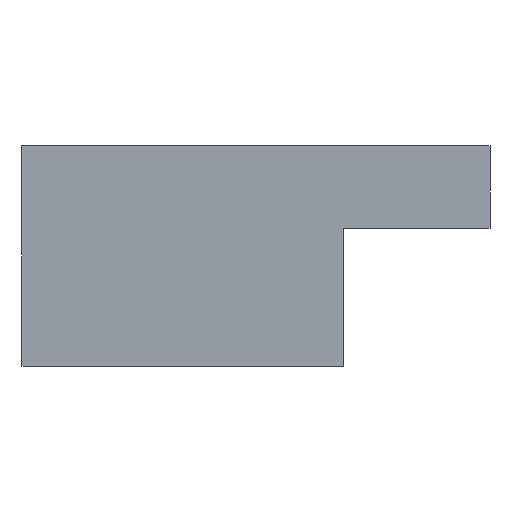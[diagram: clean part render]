
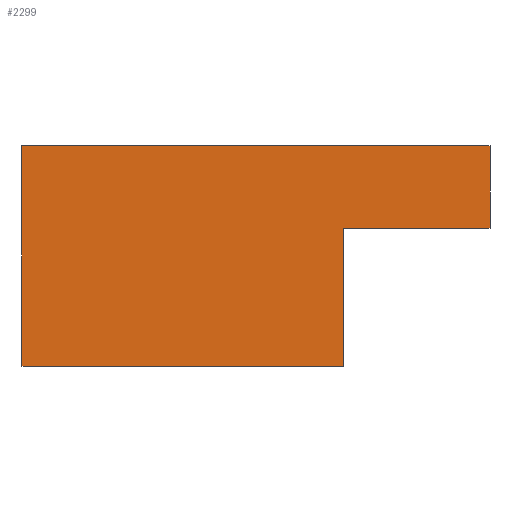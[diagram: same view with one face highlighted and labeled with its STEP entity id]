
A CAD part, front view. The second image highlights one B-rep face of the part: STEP entity #2299.
In plain terms, the highlighted planar face has unit normal (0, -1, 0).
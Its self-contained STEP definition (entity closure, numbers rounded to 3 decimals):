
#10 = CARTESIAN_POINT ( 'NONE',  ( 13.369, -1.166, 0. ) ) ;
#160 = VECTOR ( 'NONE', #2030, 1000. ) ;
#202 = DIRECTION ( 'NONE',  ( 1., 0., 0. ) ) ;
#278 = CARTESIAN_POINT ( 'NONE',  ( 8.08, -1.166, -5. ) ) ;
#288 = EDGE_LOOP ( 'NONE', ( #425, #2960, #831, #881, #1529, #343 ) ) ;
#343 = ORIENTED_EDGE ( 'NONE', *, *, #1179, .T. ) ;
#389 = CARTESIAN_POINT ( 'NONE',  ( 3.26, -1.166, 3. ) ) ;
#425 = ORIENTED_EDGE ( 'NONE', *, *, #1583, .F. ) ;
#495 = CARTESIAN_POINT ( 'NONE',  ( 8.08, -1.166, -5. ) ) ;
#511 = AXIS2_PLACEMENT_3D ( 'NONE', #1095, #878, #1557 ) ;
#544 = CARTESIAN_POINT ( 'NONE',  ( -3.575, -1.166, -5. ) ) ;
#621 = VECTOR ( 'NONE', #1338, 1000. ) ;
#662 = VECTOR ( 'NONE', #1515, 1000. ) ;
#669 = VERTEX_POINT ( 'NONE', #1600 ) ;
#714 = VERTEX_POINT ( 'NONE', #2070 ) ;
#831 = ORIENTED_EDGE ( 'NONE', *, *, #1409, .T. ) ;
#878 = DIRECTION ( 'NONE',  ( 0., 1., 0. ) ) ;
#881 = ORIENTED_EDGE ( 'NONE', *, *, #1623, .F. ) ;
#1095 = CARTESIAN_POINT ( 'NONE',  ( 13.369, -1.166, 3. ) ) ;
#1179 = EDGE_CURVE ( 'NONE', #669, #1615, #1867, .T. ) ;
#1187 = CARTESIAN_POINT ( 'NONE',  ( 8.08, -1.166, -5. ) ) ;
#1338 = DIRECTION ( 'NONE',  ( 1., 0., 0. ) ) ;
#1367 = LINE ( 'NONE', #2251, #160 ) ;
#1386 = FACE_OUTER_BOUND ( 'NONE', #288, .T. ) ;
#1409 = EDGE_CURVE ( 'NONE', #714, #2616, #1459, .T. ) ;
#1416 = DIRECTION ( 'NONE',  ( -1., 0., 0. ) ) ;
#1459 = LINE ( 'NONE', #544, #1987 ) ;
#1469 = LINE ( 'NONE', #278, #662 ) ;
#1515 = DIRECTION ( 'NONE',  ( 0., 0., 1. ) ) ;
#1529 = ORIENTED_EDGE ( 'NONE', *, *, #1815, .T. ) ;
#1557 = DIRECTION ( 'NONE',  ( -1., 0., 0. ) ) ;
#1583 = EDGE_CURVE ( 'NONE', #1743, #1615, #1367, .T. ) ;
#1600 = CARTESIAN_POINT ( 'NONE',  ( 8.08, -1.166, 0. ) ) ;
#1615 = VERTEX_POINT ( 'NONE', #2969 ) ;
#1623 = EDGE_CURVE ( 'NONE', #2338, #2616, #1674, .T. ) ;
#1674 = LINE ( 'NONE', #495, #2936 ) ;
#1743 = VERTEX_POINT ( 'NONE', #2934 ) ;
#1815 = EDGE_CURVE ( 'NONE', #2338, #669, #1469, .T. ) ;
#1867 = LINE ( 'NONE', #10, #2189 ) ;
#1987 = VECTOR ( 'NONE', #2229, 1000. ) ;
#2030 = DIRECTION ( 'NONE',  ( 0., 0., -1. ) ) ;
#2070 = CARTESIAN_POINT ( 'NONE',  ( -3.575, -1.166, 3. ) ) ;
#2189 = VECTOR ( 'NONE', #202, 1000. ) ;
#2229 = DIRECTION ( 'NONE',  ( 0., 0., -1. ) ) ;
#2251 = CARTESIAN_POINT ( 'NONE',  ( 13.369, -1.166, 3. ) ) ;
#2299 = ADVANCED_FACE ( 'NONE', ( #1386 ), #2330, .F. ) ;
#2330 = PLANE ( 'NONE',  #511 ) ;
#2338 = VERTEX_POINT ( 'NONE', #1187 ) ;
#2521 = LINE ( 'NONE', #389, #621 ) ;
#2616 = VERTEX_POINT ( 'NONE', #2755 ) ;
#2635 = EDGE_CURVE ( 'NONE', #714, #1743, #2521, .T. ) ;
#2755 = CARTESIAN_POINT ( 'NONE',  ( -3.575, -1.166, -5. ) ) ;
#2934 = CARTESIAN_POINT ( 'NONE',  ( 13.369, -1.166, 3. ) ) ;
#2936 = VECTOR ( 'NONE', #1416, 1000. ) ;
#2960 = ORIENTED_EDGE ( 'NONE', *, *, #2635, .F. ) ;
#2969 = CARTESIAN_POINT ( 'NONE',  ( 13.369, -1.166, 0. ) ) ;
